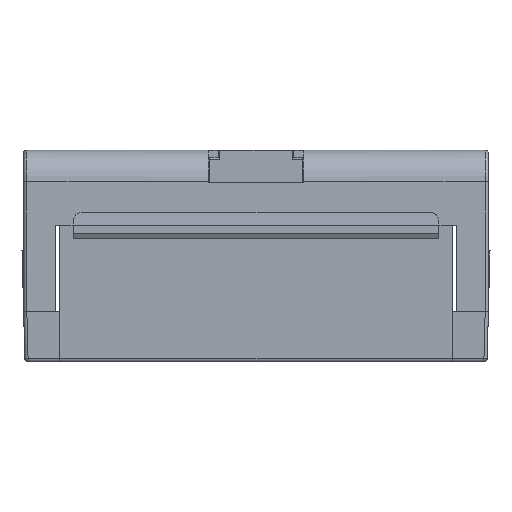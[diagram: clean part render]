
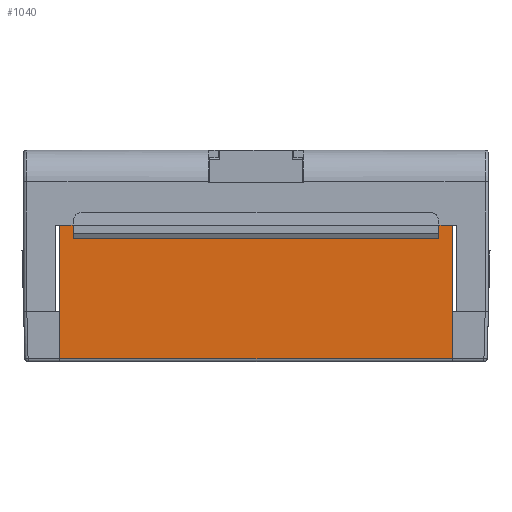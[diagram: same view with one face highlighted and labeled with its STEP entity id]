
A CAD part, left-side view. The second image highlights one B-rep face of the part: STEP entity #1040.
In plain terms, the highlighted face is planar.
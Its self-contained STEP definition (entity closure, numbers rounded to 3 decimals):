
#175 = VECTOR ( 'NONE', #9056, 1000. ) ;
#212 = DIRECTION ( 'NONE',  ( 0., 0., 1. ) ) ;
#304 = EDGE_CURVE ( 'NONE', #3152, #15577, #4823, .T. ) ;
#486 = EDGE_CURVE ( 'NONE', #12989, #7280, #15291, .T. ) ;
#866 = EDGE_CURVE ( 'NONE', #12989, #3137, #7994, .T. ) ;
#870 = CARTESIAN_POINT ( 'NONE',  ( -44.799, 20.703, -66.44 ) ) ;
#1040 = ADVANCED_FACE ( 'NONE', ( #14251 ), #7024, .F. ) ;
#1296 = DIRECTION ( 'NONE',  ( 0., 0., -1. ) ) ;
#1361 = VECTOR ( 'NONE', #9981, 1000. ) ;
#1368 = VECTOR ( 'NONE', #1296, 1000. ) ;
#1584 = ORIENTED_EDGE ( 'NONE', *, *, #5112, .T. ) ;
#1669 = EDGE_LOOP ( 'NONE', ( #16152, #1584, #4764, #14214, #8915, #7450, #6319, #7830, #11789, #8737 ) ) ;
#2648 = VERTEX_POINT ( 'NONE', #5727 ) ;
#2786 = AXIS2_PLACEMENT_3D ( 'NONE', #5801, #8089, #12012 ) ;
#2806 = LINE ( 'NONE', #7746, #175 ) ;
#2818 = CARTESIAN_POINT ( 'NONE',  ( -44.799, 20.703, -128.714 ) ) ;
#3009 = VECTOR ( 'NONE', #13896, 1000. ) ;
#3137 = VERTEX_POINT ( 'NONE', #6937 ) ;
#3152 = VERTEX_POINT ( 'NONE', #16154 ) ;
#3326 = CARTESIAN_POINT ( 'NONE',  ( -45.096, 2.141, -64.34 ) ) ;
#3546 = EDGE_CURVE ( 'NONE', #4648, #14556, #2806, .T. ) ;
#3679 = LINE ( 'NONE', #6063, #14127 ) ;
#4085 = EDGE_CURVE ( 'NONE', #16073, #4648, #5243, .T. ) ;
#4648 = VERTEX_POINT ( 'NONE', #6213 ) ;
#4764 = ORIENTED_EDGE ( 'NONE', *, *, #14505, .T. ) ;
#4823 = LINE ( 'NONE', #870, #1361 ) ;
#4830 = LINE ( 'NONE', #13134, #1368 ) ;
#5112 = EDGE_CURVE ( 'NONE', #3137, #10563, #3679, .T. ) ;
#5243 = LINE ( 'NONE', #6398, #10444 ) ;
#5727 = CARTESIAN_POINT ( 'NONE',  ( -44.799, 20.703, -66.44 ) ) ;
#5801 = CARTESIAN_POINT ( 'NONE',  ( -44.799, 20.703, -128.714 ) ) ;
#5832 = CARTESIAN_POINT ( 'NONE',  ( -45.13, 0., -5.56 ) ) ;
#5920 = VECTOR ( 'NONE', #15731, 1000. ) ;
#6063 = CARTESIAN_POINT ( 'NONE',  ( -44.799, 20.703, -7.66 ) ) ;
#6197 = VECTOR ( 'NONE', #15865, 1000. ) ;
#6213 = CARTESIAN_POINT ( 'NONE',  ( -44.916, 13.392, -5.56 ) ) ;
#6319 = ORIENTED_EDGE ( 'NONE', *, *, #10525, .F. ) ;
#6398 = CARTESIAN_POINT ( 'NONE',  ( -44.799, 20.703, -5.56 ) ) ;
#6460 = EDGE_CURVE ( 'NONE', #2648, #14556, #11874, .T. ) ;
#6937 = CARTESIAN_POINT ( 'NONE',  ( -45.096, 2.141, -7.66 ) ) ;
#7024 = PLANE ( 'NONE',  #2786 ) ;
#7087 = DIRECTION ( 'NONE',  ( 0., 0., 1. ) ) ;
#7280 = VERTEX_POINT ( 'NONE', #8240 ) ;
#7450 = ORIENTED_EDGE ( 'NONE', *, *, #6460, .F. ) ;
#7746 = CARTESIAN_POINT ( 'NONE',  ( -44.799, 20.703, -5.56 ) ) ;
#7775 = DIRECTION ( 'NONE',  ( 0.016, 1., 0. ) ) ;
#7830 = ORIENTED_EDGE ( 'NONE', *, *, #304, .F. ) ;
#7994 = LINE ( 'NONE', #12242, #14663 ) ;
#8089 = DIRECTION ( 'NONE',  ( 1., -0.016, 0. ) ) ;
#8240 = CARTESIAN_POINT ( 'NONE',  ( -45.13, 0., -64.34 ) ) ;
#8470 = VECTOR ( 'NONE', #212, 1000. ) ;
#8559 = CARTESIAN_POINT ( 'NONE',  ( -44.799, 20.703, -64.34 ) ) ;
#8737 = ORIENTED_EDGE ( 'NONE', *, *, #486, .F. ) ;
#8915 = ORIENTED_EDGE ( 'NONE', *, *, #3546, .T. ) ;
#9056 = DIRECTION ( 'NONE',  ( 0.016, 1., 0. ) ) ;
#9981 = DIRECTION ( 'NONE',  ( 0.016, 1., 0. ) ) ;
#10444 = VECTOR ( 'NONE', #7775, 1000. ) ;
#10525 = EDGE_CURVE ( 'NONE', #15577, #2648, #13139, .T. ) ;
#10563 = VERTEX_POINT ( 'NONE', #14498 ) ;
#10574 = CARTESIAN_POINT ( 'NONE',  ( -45.13, 0., -128.714 ) ) ;
#10900 = CARTESIAN_POINT ( 'NONE',  ( -44.799, 20.703, -5.56 ) ) ;
#11729 = CARTESIAN_POINT ( 'NONE',  ( -44.799, 20.703, -66.44 ) ) ;
#11770 = CARTESIAN_POINT ( 'NONE',  ( -44.916, 13.392, -66.44 ) ) ;
#11789 = ORIENTED_EDGE ( 'NONE', *, *, #12005, .F. ) ;
#11874 = LINE ( 'NONE', #2818, #8470 ) ;
#12005 = EDGE_CURVE ( 'NONE', #7280, #3152, #4830, .T. ) ;
#12012 = DIRECTION ( 'NONE',  ( 0.016, 1., 0. ) ) ;
#12242 = CARTESIAN_POINT ( 'NONE',  ( -45.096, 2.141, -128.714 ) ) ;
#12989 = VERTEX_POINT ( 'NONE', #3326 ) ;
#13134 = CARTESIAN_POINT ( 'NONE',  ( -45.13, 0., 56.714 ) ) ;
#13139 = LINE ( 'NONE', #11729, #5920 ) ;
#13896 = DIRECTION ( 'NONE',  ( -0.016, -1., 0. ) ) ;
#14127 = VECTOR ( 'NONE', #16324, 1000. ) ;
#14214 = ORIENTED_EDGE ( 'NONE', *, *, #4085, .T. ) ;
#14251 = FACE_OUTER_BOUND ( 'NONE', #1669, .T. ) ;
#14498 = CARTESIAN_POINT ( 'NONE',  ( -45.13, 0., -7.66 ) ) ;
#14505 = EDGE_CURVE ( 'NONE', #10563, #16073, #15424, .T. ) ;
#14556 = VERTEX_POINT ( 'NONE', #10900 ) ;
#14663 = VECTOR ( 'NONE', #7087, 1000. ) ;
#15291 = LINE ( 'NONE', #8559, #3009 ) ;
#15424 = LINE ( 'NONE', #10574, #6197 ) ;
#15577 = VERTEX_POINT ( 'NONE', #11770 ) ;
#15731 = DIRECTION ( 'NONE',  ( 0.016, 1., 0. ) ) ;
#15865 = DIRECTION ( 'NONE',  ( 0., 0., 1. ) ) ;
#16073 = VERTEX_POINT ( 'NONE', #5832 ) ;
#16152 = ORIENTED_EDGE ( 'NONE', *, *, #866, .T. ) ;
#16154 = CARTESIAN_POINT ( 'NONE',  ( -45.13, 0., -66.44 ) ) ;
#16324 = DIRECTION ( 'NONE',  ( -0.016, -1., 0. ) ) ;
